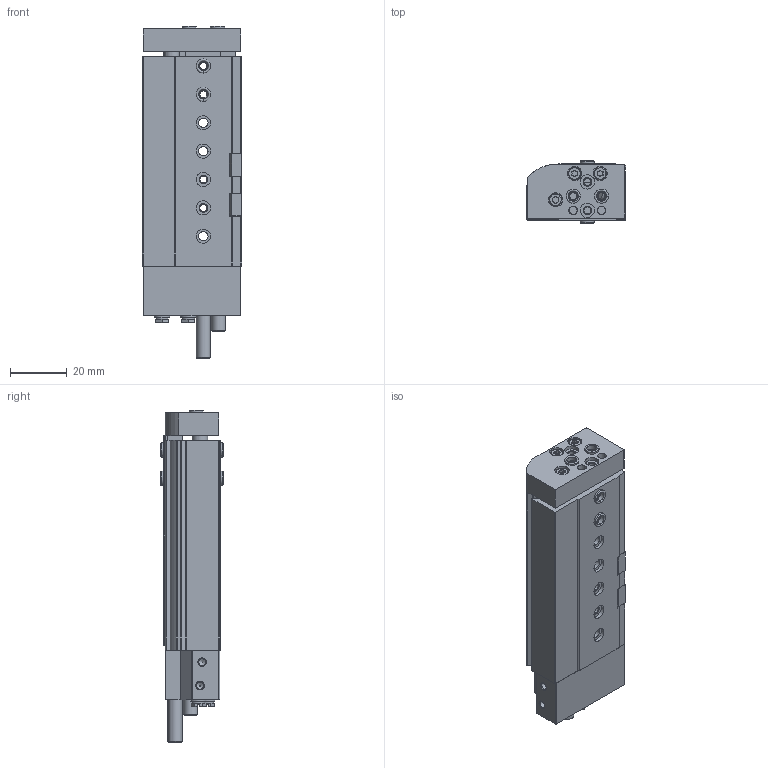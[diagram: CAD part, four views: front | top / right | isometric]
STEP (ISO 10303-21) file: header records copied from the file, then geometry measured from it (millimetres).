
FILE_DESCRIPTION(/* description */ ('STEP AP214'),/* implementation_level */ '2;1');
FILE_NAME(/* name */ '543923_DGSL-6-30-P1A',/* time_stamp */ '2024-08-16T03:50:03+02:00',/* author */ ('License CC BY-ND 4.0'),/* organization */ ('CADENAS'),/* preprocessor_version */ 'ST-DEVELOPER v19.3',/* originating_system */ 'PARTsolutions',/* authorisation */ ' ');
FILE_SCHEMA (('AUTOMOTIVE_DESIGN {1 0 10303 214 3 1 1}'));
Length unit declared in the file: millimetre
Products named in the file (8): 543923 DGSL-6-30-P1A---(0); DGSL-6---(30-0-0-20-zr); 548371 DYEF-M5-Y1F_P; 30979 B-M3-S9; 686783 DGSL-6-AS; 686799 DGSL-6-AS; DGSL-6---(30-0-JP); 8146543 ZBH-5-B
Assembly tree (14 placements, depth 2):
  543923 DGSL-6-30-P1A---(0)
    DGSL-6---(30-0-0-20-zr)
    548371 DYEF-M5-Y1F_P  x2
    30979 B-M3-S9  x2
    686783 DGSL-6-AS
    686799 DGSL-6-AS
    DGSL-6---(30-0-JP)
    8146543 ZBH-5-B  x6
Bounding box: 35 x 21.99 x 117 mm (x, y, z)
Volume: 52871.9 mm3; surface area: 29538.5 mm2
Topology: 14 solids, 14 shells, 700 faces, 1720 edges, 1109 vertices
Faces by surface type: plane 365, cylinder 233, cone 79, torus 23
Full cylindrical faces by diameter (mm): 2.013 x1, 2.4 x2, 2.459 x18, 2.5 x2, 2.729 x2, 2.8 x2, 3 x8, 3.3 x3, 4 x2, 4.459 x2, 4.5 x10, 5 x25, 5.5 x4, 5.58 x2, 6 x2, 6.2 x3, 6.3 x3, 8 x2
Entity records: 18040 total; most frequent: CARTESIAN_POINT 3168, DIRECTION 3027, ORIENTED_EDGE 2676, EDGE_CURVE 1338, AXIS2_PLACEMENT_3D 1132, VERTEX_POINT 962, FACE_BOUND 872, EDGE_LOOP 865
